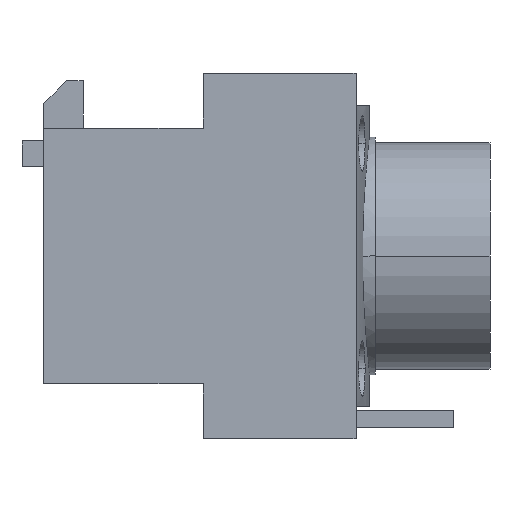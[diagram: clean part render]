
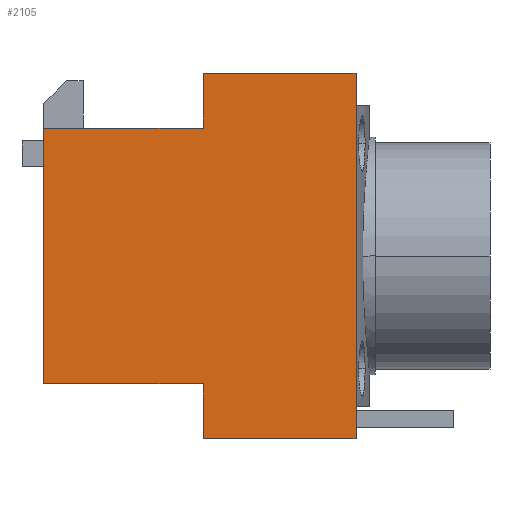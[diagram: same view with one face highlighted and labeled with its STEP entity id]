
A CAD part, left-side view. The second image highlights one B-rep face of the part: STEP entity #2105.
In plain terms, the highlighted planar face has unit normal (-1, 0, 0).
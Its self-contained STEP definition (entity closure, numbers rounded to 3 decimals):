
#1143=CARTESIAN_POINT('POINT41569',(-21.996,0.,-16.447
   ));
#1144=VERTEX_POINT('VERTEX41569',#1143);
#1151=CARTESIAN_POINT('POINT41570',(-21.996,0.,16.447)
   );
#1152=VERTEX_POINT('VERTEX41570',#1151);
#1153=CARTESIAN_POINT('POS77788',(-21.996,0.,
   -23.495));
#1154=DIRECTION('DIR110120',(0.,0.,1.));
#1155=VECTOR('VEC45456',#1154,25.4);
#1156=LINE('STRAIGHT45456',#1153,#1155);
#1157=EDGE_CURVE('EDGE62251',#1144,#1152,#1156,.T.);
#1474=CARTESIAN_POINT('POINT41593',(-21.996,-20.501
   ,16.447));
#1475=VERTEX_POINT('VERTEX41593',#1474);
#1482=CARTESIAN_POINT('POINT41594',(-21.996,-20.501
   ,23.495));
#1483=VERTEX_POINT('VERTEX41594',#1482);
#1484=CARTESIAN_POINT('POS77828',(-21.996,-20.501,
   2.35));
#1485=DIRECTION('DIR110171',(0.,0.,-1.));
#1486=VECTOR('VEC45485',#1485,25.4);
#1487=LINE('STRAIGHT45485',#1484,#1486);
#1488=EDGE_CURVE('EDGE62283',#1483,#1475,#1487,.T.);
#1546=CARTESIAN_POINT('POS77835',(-21.996,-25.21,
   16.447));
#1547=DIRECTION('DIR110179',(0.,1.,0.));
#1548=VECTOR('VEC45491',#1547,25.4);
#1549=LINE('STRAIGHT45491',#1546,#1548);
#1550=EDGE_CURVE('EDGE62291',#1475,#1152,#1549,.T.);
#1614=CARTESIAN_POINT('POINT41604',(-21.996,-20.501
   ,-16.447));
#1615=VERTEX_POINT('VERTEX41604',#1614);
#1622=CARTESIAN_POINT('POS77841',(-21.996,-25.21,
   -16.447));
#1623=DIRECTION('DIR110186',(0.,-1.,0.))
   ;
#1624=VECTOR('VEC45496',#1623,25.4);
#1625=LINE('STRAIGHT45496',#1622,#1624);
#1626=EDGE_CURVE('EDGE62298',#1144,#1615,#1625,.T.);
#1791=CARTESIAN_POINT('POINT41617',(-21.996,-20.501
   ,-23.495));
#1792=VERTEX_POINT('VERTEX41617',#1791);
#1795=CARTESIAN_POINT('POS77862',(-21.996,-20.501,
   -25.845));
#1796=DIRECTION('DIR110212',(0.,0.,-1.));
#1797=VECTOR('VEC45512',#1796,25.4);
#1798=LINE('STRAIGHT45512',#1795,#1797);
#1799=EDGE_CURVE('EDGE62315',#1615,#1792,#1798,.T.);
#2064=CARTESIAN_POINT('POINT41632',(-21.996,-40.169
   ,-23.495));
#2065=VERTEX_POINT('VERTEX41632',#2064);
#2068=CARTESIAN_POINT('POS77892',(-21.996,0.,
   -23.495));
#2069=DIRECTION('DIR110252',(0.,-1.,0.))
   ;
#2070=VECTOR('VEC45532',#2069,25.4);
#2071=LINE('STRAIGHT45532',#2068,#2070);
#2072=EDGE_CURVE('EDGE62342',#1792,#2065,#2071,.T.);
#2078=ORIENTED_EDGE('COEDGE124627',*,*,#1799,.T.);
#2079=ORIENTED_EDGE('COEDGE124628',*,*,#2072,.T.);
#2080=CARTESIAN_POINT('POINT41633',(-21.996,-40.169
   ,23.495));
#2081=VERTEX_POINT('VERTEX41633',#2080);
#2082=CARTESIAN_POINT('POS77893',(-21.996,-40.169,
   -23.495));
#2083=DIRECTION('DIR110253',(0.,0.,1.));
#2084=VECTOR('VEC45533',#2083,25.4);
#2085=LINE('STRAIGHT45533',#2082,#2084);
#2086=EDGE_CURVE('EDGE62343',#2065,#2081,#2085,.T.);
#2087=ORIENTED_EDGE('COEDGE124629',*,*,#2086,.T.);
#2088=CARTESIAN_POINT('POS77894',(-21.996,0.,
   23.495));
#2089=DIRECTION('DIR110254',(0.,1.,0.));
#2090=VECTOR('VEC45534',#2089,25.4);
#2091=LINE('STRAIGHT45534',#2088,#2090);
#2092=EDGE_CURVE('EDGE62344',#2081,#1483,#2091,.T.);
#2093=ORIENTED_EDGE('COEDGE124630',*,*,#2092,.T.);
#2094=ORIENTED_EDGE('COEDGE124631',*,*,#1488,.T.);
#2095=ORIENTED_EDGE('COEDGE124632',*,*,#1550,.T.);
#2096=ORIENTED_EDGE('COEDGE124633',*,*,#1157,.F.);
#2097=ORIENTED_EDGE('COEDGE124634',*,*,#1626,.T.);
#2098=EDGE_LOOP('NONE',(#2078,#2079,#2087,#2093,#2094,#2095,#2096,#2097)
   );
#2099=FACE_BOUND('LOOP1',#2098,.T.);
#2100=CARTESIAN_POINT('POS77895',(-21.996,-40.169,
   -23.495));
#2101=DIRECTION('DIR110255',(-1.,0.,0.));
#2102=DIRECTION('DIR110256',(0.,1.,0.));
#2103=AXIS2_PLACEMENT_3D('AXIS32361',#2100,#2101,#2102);
#2104=PLANE('PLANE18074',#2103);
#2105=ADVANCED_FACE('FACE24759',(#2099),#2104,.T.);
